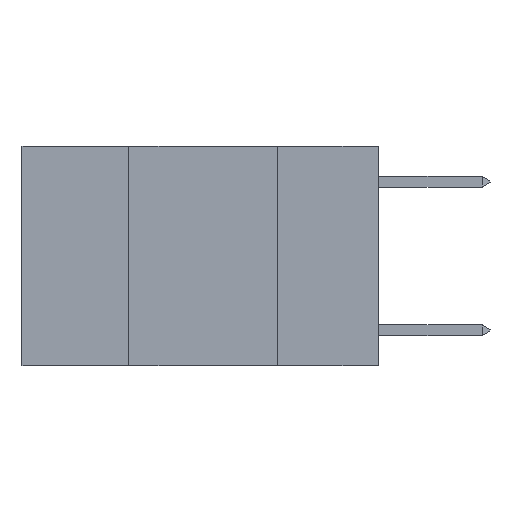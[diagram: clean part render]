
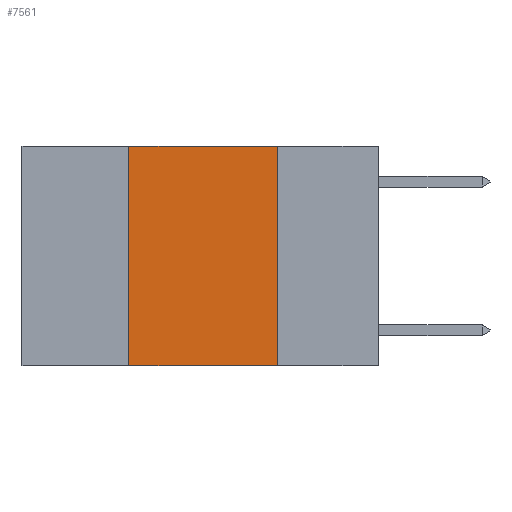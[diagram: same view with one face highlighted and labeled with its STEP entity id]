
A CAD part, left-side view. The second image highlights one B-rep face of the part: STEP entity #7561.
In plain terms, the highlighted planar face has unit normal (-1, 0, 0).
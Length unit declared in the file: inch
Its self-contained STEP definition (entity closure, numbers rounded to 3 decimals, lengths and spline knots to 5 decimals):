
#356 = VERTEX_POINT ( 'NONE', #9329 ) ;
#428 = LINE ( 'NONE', #15086, #17676 ) ;
#832 = AXIS2_PLACEMENT_3D ( 'NONE', #6255, #3221, #9205 ) ;
#1021 = DIRECTION ( 'NONE',  ( 0., -1., 0. ) ) ;
#1818 = DIRECTION ( 'NONE',  ( 0., -1., 0. ) ) ;
#2059 = ORIENTED_EDGE ( 'NONE', *, *, #2128, .F. ) ;
#2083 = EDGE_LOOP ( 'NONE', ( #2059, #16868, #11862, #11973 ) ) ;
#2128 = EDGE_CURVE ( 'NONE', #15491, #356, #11720, .T. ) ;
#2153 = FACE_OUTER_BOUND ( 'NONE', #2083, .T. ) ;
#3221 = DIRECTION ( 'NONE',  ( 1., 0., 0. ) ) ;
#3466 = CARTESIAN_POINT ( 'NONE',  ( 0., 0.42, 0. ) ) ;
#4386 = VERTEX_POINT ( 'NONE', #7566 ) ;
#6255 = CARTESIAN_POINT ( 'NONE',  ( 0., 0.6, 0. ) ) ;
#7030 = EDGE_CURVE ( 'NONE', #4386, #17988, #12175, .T. ) ;
#7044 = VECTOR ( 'NONE', #18836, 39.37008 ) ;
#7116 = EDGE_CURVE ( 'NONE', #4386, #356, #428, .T. ) ;
#7561 = ADVANCED_FACE ( 'NONE', ( #2153 ), #10872, .F. ) ;
#7566 = CARTESIAN_POINT ( 'NONE',  ( 0., 0.42, -0.37 ) ) ;
#8648 = VECTOR ( 'NONE', #16655, 39.37008 ) ;
#9205 = DIRECTION ( 'NONE',  ( 0., 0., -1. ) ) ;
#9329 = CARTESIAN_POINT ( 'NONE',  ( 0., 0.17, -0.37 ) ) ;
#10872 = PLANE ( 'NONE',  #832 ) ;
#11206 = CARTESIAN_POINT ( 'NONE',  ( 0., 0.6, 0. ) ) ;
#11720 = LINE ( 'NONE', #16005, #7044 ) ;
#11862 = ORIENTED_EDGE ( 'NONE', *, *, #7030, .F. ) ;
#11973 = ORIENTED_EDGE ( 'NONE', *, *, #7116, .T. ) ;
#12175 = LINE ( 'NONE', #3466, #8648 ) ;
#15086 = CARTESIAN_POINT ( 'NONE',  ( 0., 0.6, -0.37 ) ) ;
#15283 = EDGE_CURVE ( 'NONE', #17988, #15491, #15774, .T. ) ;
#15491 = VERTEX_POINT ( 'NONE', #17631 ) ;
#15774 = LINE ( 'NONE', #11206, #16988 ) ;
#16005 = CARTESIAN_POINT ( 'NONE',  ( 0., 0.17, 0. ) ) ;
#16655 = DIRECTION ( 'NONE',  ( 0., 0., 1. ) ) ;
#16868 = ORIENTED_EDGE ( 'NONE', *, *, #15283, .F. ) ;
#16988 = VECTOR ( 'NONE', #1021, 39.37008 ) ;
#17631 = CARTESIAN_POINT ( 'NONE',  ( 0., 0.17, 0. ) ) ;
#17676 = VECTOR ( 'NONE', #1818, 39.37008 ) ;
#17741 = CARTESIAN_POINT ( 'NONE',  ( 0., 0.42, 0. ) ) ;
#17988 = VERTEX_POINT ( 'NONE', #17741 ) ;
#18836 = DIRECTION ( 'NONE',  ( 0., 0., -1. ) ) ;
